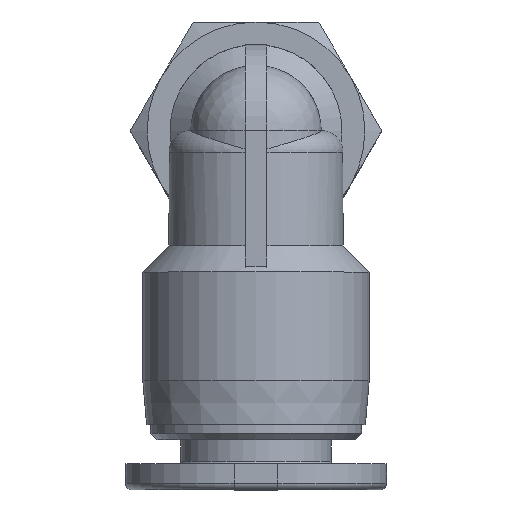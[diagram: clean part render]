
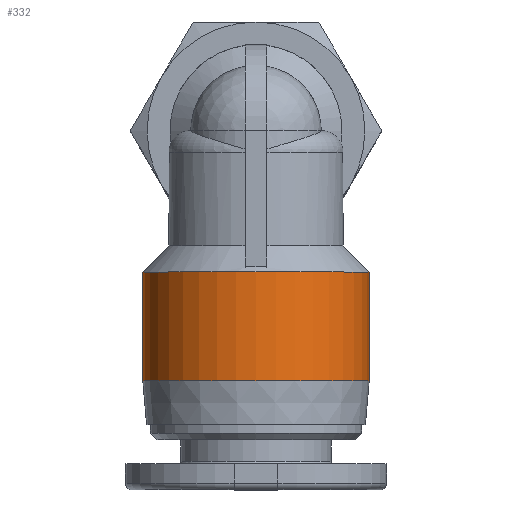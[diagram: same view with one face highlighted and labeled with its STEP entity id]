
A CAD part, top view. The second image highlights one B-rep face of the part: STEP entity #332.
In plain terms, the highlighted cylindrical face has radius 5.2 mm (diameter 10.4 mm), a partial arc.
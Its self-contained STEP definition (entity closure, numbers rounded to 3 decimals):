
#141=CARTESIAN_POINT('',(-5.2,-0.75,12.65));
#142=VERTEX_POINT('',#141);
#151=CARTESIAN_POINT('',(5.2,-0.75,12.65));
#152=VERTEX_POINT('',#151);
#153=CARTESIAN_POINT('',(0.0,-0.75,12.65));
#154=DIRECTION('',(0.0,-1.0,0.0));
#155=DIRECTION('',(1.0,0.0,0.0));
#156=AXIS2_PLACEMENT_3D('',#153,#154,#155);
#157=CIRCLE('',#156,5.2);
#158=EDGE_CURVE('',#152,#142,#157,.T.);
#301=CARTESIAN_POINT('',(0.0,-7.75,12.65));
#302=DIRECTION('',(0.0,1.0,0.));
#303=DIRECTION('',(1.0,0.0,0.0));
#304=AXIS2_PLACEMENT_3D('',#301,#302,#303);
#305=CYLINDRICAL_SURFACE('',#304,5.2);
#306=CARTESIAN_POINT('',(5.2,-5.75,12.65));
#307=VERTEX_POINT('',#306);
#308=CARTESIAN_POINT('',(5.2,-0.75,12.65));
#309=DIRECTION('',(0.0,-1.0,0.0));
#310=VECTOR('',#309,5.0);
#311=LINE('',#308,#310);
#312=EDGE_CURVE('',#152,#307,#311,.T.);
#313=ORIENTED_EDGE('',*,*,#312,.F.);
#314=ORIENTED_EDGE('',*,*,#158,.T.);
#315=CARTESIAN_POINT('',(-5.2,-5.75,12.65));
#316=VERTEX_POINT('',#315);
#317=CARTESIAN_POINT('',(-5.2,-0.75,12.65));
#318=DIRECTION('',(0.0,-1.0,0.0));
#319=VECTOR('',#318,5.0);
#320=LINE('',#317,#319);
#321=EDGE_CURVE('',#142,#316,#320,.T.);
#322=ORIENTED_EDGE('',*,*,#321,.T.);
#323=CARTESIAN_POINT('',(0.0,-5.75,12.65));
#324=DIRECTION('',(0.0,-1.0,0.0));
#325=DIRECTION('',(-1.0,0.0,0.0));
#326=AXIS2_PLACEMENT_3D('',#323,#324,#325);
#327=CIRCLE('',#326,5.2);
#328=EDGE_CURVE('',#307,#316,#327,.T.);
#329=ORIENTED_EDGE('',*,*,#328,.F.);
#330=EDGE_LOOP('',(#313,#314,#322,#329));
#331=FACE_OUTER_BOUND('',#330,.T.);
#332=ADVANCED_FACE('',(#331),#305,.T.);
